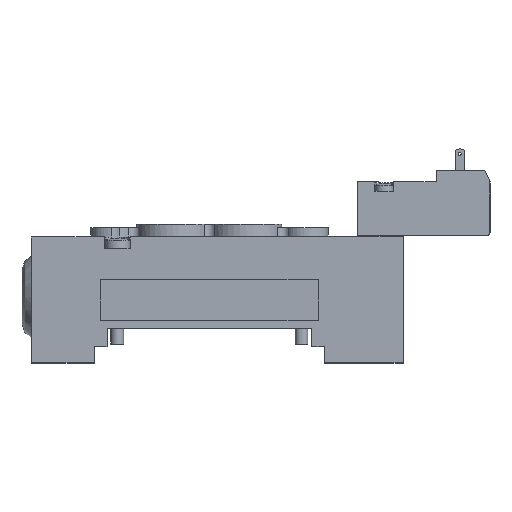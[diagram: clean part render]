
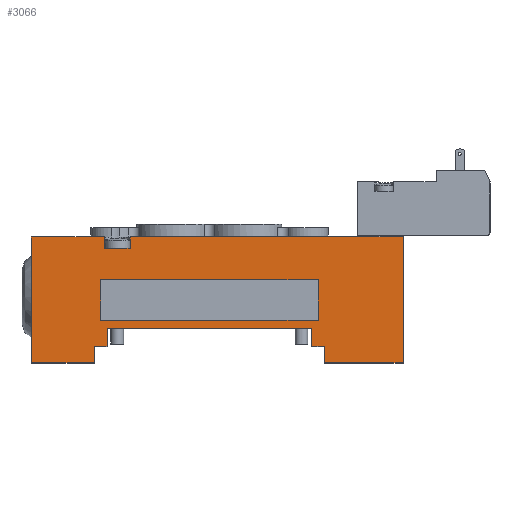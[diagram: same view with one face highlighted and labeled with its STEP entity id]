
A CAD part, top view. The second image highlights one B-rep face of the part: STEP entity #3066.
In plain terms, the highlighted planar face has unit normal (0, 0, 1).
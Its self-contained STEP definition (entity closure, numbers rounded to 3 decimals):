
#529=CARTESIAN_POINT('',(-27.858,16.5,13.25));
#530=VERTEX_POINT('',#529);
#531=CARTESIAN_POINT('',(-30.642,16.5,13.25));
#532=VERTEX_POINT('',#531);
#533=CARTESIAN_POINT('',(-27.858,16.5,13.25));
#534=DIRECTION('',(-1.0,0.0,0.0));
#535=VECTOR('',#534,2.784);
#536=LINE('',#533,#535);
#537=EDGE_CURVE('',#530,#532,#536,.T.);
#635=CARTESIAN_POINT('',(-25.15,16.5,13.25));
#636=VERTEX_POINT('',#635);
#637=CARTESIAN_POINT('',(-25.15,16.5,13.25));
#638=DIRECTION('',(-1.0,0.0,0.0));
#639=VECTOR('',#638,2.708);
#640=LINE('',#637,#639);
#641=EDGE_CURVE('',#636,#530,#640,.T.);
#660=CARTESIAN_POINT('',(-33.35,16.5,13.25));
#661=VERTEX_POINT('',#660);
#668=CARTESIAN_POINT('',(-30.642,16.5,13.25));
#669=DIRECTION('',(-1.0,0.0,0.0));
#670=VECTOR('',#669,2.708);
#671=LINE('',#668,#670);
#672=EDGE_CURVE('',#532,#661,#671,.T.);
#1703=CARTESIAN_POINT('',(-25.15,20.,13.25));
#1704=VERTEX_POINT('',#1703);
#1711=CARTESIAN_POINT('',(61.5,20.,13.25));
#1712=VERTEX_POINT('',#1711);
#1713=CARTESIAN_POINT('',(-25.15,20.,13.25));
#1714=DIRECTION('',(1.0,0.0,0.0));
#1715=VECTOR('',#1714,86.65);
#1716=LINE('',#1713,#1715);
#1717=EDGE_CURVE('',#1704,#1712,#1716,.T.);
#1734=CARTESIAN_POINT('',(61.5,-20.,13.25));
#1735=VERTEX_POINT('',#1734);
#1736=CARTESIAN_POINT('',(61.5,-20.,13.25));
#1737=DIRECTION('',(0.0,1.0,0.0));
#1738=VECTOR('',#1737,40.);
#1739=LINE('',#1736,#1738);
#1740=EDGE_CURVE('',#1735,#1712,#1739,.T.);
#1844=CARTESIAN_POINT('',(-56.5,-20.0,13.25));
#1845=VERTEX_POINT('',#1844);
#1854=CARTESIAN_POINT('',(-56.5,20.0,13.25));
#1855=VERTEX_POINT('',#1854);
#1856=CARTESIAN_POINT('',(-56.5,20.0,13.25));
#1857=DIRECTION('',(0.0,-1.0,0.0));
#1858=VECTOR('',#1857,40.0);
#1859=LINE('',#1856,#1858);
#1860=EDGE_CURVE('',#1855,#1845,#1859,.T.);
#2494=CARTESIAN_POINT('',(-33.35,20.0,13.25));
#2495=VERTEX_POINT('',#2494);
#2496=CARTESIAN_POINT('',(-56.5,20.0,13.25));
#2497=DIRECTION('',(1.0,0.0,0.0));
#2498=VECTOR('',#2497,23.15);
#2499=LINE('',#2496,#2498);
#2500=EDGE_CURVE('',#1855,#2495,#2499,.T.);
#2733=CARTESIAN_POINT('',(-34.5,6.5,13.25));
#2734=VERTEX_POINT('',#2733);
#2741=CARTESIAN_POINT('',(-34.5,-6.5,13.25));
#2742=VERTEX_POINT('',#2741);
#2743=CARTESIAN_POINT('',(-34.5,-6.5,13.25));
#2744=DIRECTION('',(0.0,1.0,0.0));
#2745=VECTOR('',#2744,13.0);
#2746=LINE('',#2743,#2745);
#2747=EDGE_CURVE('',#2742,#2734,#2746,.T.);
#2765=CARTESIAN_POINT('',(34.5,-6.5,13.25));
#2766=VERTEX_POINT('',#2765);
#2767=CARTESIAN_POINT('',(34.5,-6.5,13.25));
#2768=DIRECTION('',(-1.0,0.0,0.0));
#2769=VECTOR('',#2768,69.0);
#2770=LINE('',#2767,#2769);
#2771=EDGE_CURVE('',#2766,#2742,#2770,.T.);
#2819=CARTESIAN_POINT('',(34.5,6.5,13.25));
#2820=VERTEX_POINT('',#2819);
#2827=CARTESIAN_POINT('',(-34.5,6.5,13.25));
#2828=DIRECTION('',(1.0,0.0,0.0));
#2829=VECTOR('',#2828,69.0);
#2830=LINE('',#2827,#2829);
#2831=EDGE_CURVE('',#2734,#2820,#2830,.T.);
#2844=CARTESIAN_POINT('',(34.5,6.5,13.25));
#2845=DIRECTION('',(0.0,-1.0,0.0));
#2846=VECTOR('',#2845,13.);
#2847=LINE('',#2844,#2846);
#2848=EDGE_CURVE('',#2820,#2766,#2847,.T.);
#2860=CARTESIAN_POINT('',(-25.15,20.,13.25));
#2861=DIRECTION('',(0.0,-1.0,0.0));
#2862=VECTOR('',#2861,3.5);
#2863=LINE('',#2860,#2862);
#2864=EDGE_CURVE('',#1704,#636,#2863,.T.);
#2905=CARTESIAN_POINT('',(-33.35,16.5,13.25));
#2906=DIRECTION('',(0.0,1.0,0.0));
#2907=VECTOR('',#2906,3.5);
#2908=LINE('',#2905,#2907);
#2909=EDGE_CURVE('',#661,#2495,#2908,.T.);
#2974=CARTESIAN_POINT('',(0.,0.,13.25));
#2975=DIRECTION('',(0.0,0.0,1.0));
#2976=DIRECTION('',(1.0,0.0,0.0));
#2977=AXIS2_PLACEMENT_3D('',#2974,#2975,#2976);
#2978=PLANE('',#2977);
#2979=ORIENTED_EDGE('',*,*,#2864,.T.);
#2980=ORIENTED_EDGE('',*,*,#641,.T.);
#2981=ORIENTED_EDGE('',*,*,#537,.T.);
#2982=ORIENTED_EDGE('',*,*,#672,.T.);
#2983=ORIENTED_EDGE('',*,*,#2909,.T.);
#2984=ORIENTED_EDGE('',*,*,#2500,.F.);
#2985=ORIENTED_EDGE('',*,*,#1860,.T.);
#2986=CARTESIAN_POINT('',(-36.5,-20.0,13.25));
#2987=VERTEX_POINT('',#2986);
#2988=CARTESIAN_POINT('',(-36.5,-20.0,13.25));
#2989=DIRECTION('',(-1.0,0.0,0.0));
#2990=VECTOR('',#2989,20.);
#2991=LINE('',#2988,#2990);
#2992=EDGE_CURVE('',#2987,#1845,#2991,.T.);
#2993=ORIENTED_EDGE('',*,*,#2992,.F.);
#2994=CARTESIAN_POINT('',(-36.5,-14.75,13.25));
#2995=VERTEX_POINT('',#2994);
#2996=CARTESIAN_POINT('',(-36.5,-20.0,13.25));
#2997=DIRECTION('',(0.0,1.0,0.0));
#2998=VECTOR('',#2997,5.25);
#2999=LINE('',#2996,#2998);
#3000=EDGE_CURVE('',#2987,#2995,#2999,.T.);
#3001=ORIENTED_EDGE('',*,*,#3000,.T.);
#3002=CARTESIAN_POINT('',(-32.5,-14.75,13.25));
#3003=VERTEX_POINT('',#3002);
#3004=CARTESIAN_POINT('',(-36.5,-14.75,13.25));
#3005=DIRECTION('',(1.0,0.0,0.0));
#3006=VECTOR('',#3005,4.0);
#3007=LINE('',#3004,#3006);
#3008=EDGE_CURVE('',#2995,#3003,#3007,.T.);
#3009=ORIENTED_EDGE('',*,*,#3008,.T.);
#3010=CARTESIAN_POINT('',(-32.5,-9.0,13.25));
#3011=VERTEX_POINT('',#3010);
#3012=CARTESIAN_POINT('',(-32.5,-14.75,13.25));
#3013=DIRECTION('',(0.0,1.0,0.0));
#3014=VECTOR('',#3013,5.75);
#3015=LINE('',#3012,#3014);
#3016=EDGE_CURVE('',#3003,#3011,#3015,.T.);
#3017=ORIENTED_EDGE('',*,*,#3016,.T.);
#3018=CARTESIAN_POINT('',(32.5,-9.0,13.25));
#3019=VERTEX_POINT('',#3018);
#3020=CARTESIAN_POINT('',(-32.5,-9.0,13.25));
#3021=DIRECTION('',(1.0,0.0,0.0));
#3022=VECTOR('',#3021,65.0);
#3023=LINE('',#3020,#3022);
#3024=EDGE_CURVE('',#3011,#3019,#3023,.T.);
#3025=ORIENTED_EDGE('',*,*,#3024,.T.);
#3026=CARTESIAN_POINT('',(32.5,-14.75,13.25));
#3027=VERTEX_POINT('',#3026);
#3028=CARTESIAN_POINT('',(32.5,-9.0,13.25));
#3029=DIRECTION('',(0.0,-1.0,0.0));
#3030=VECTOR('',#3029,5.75);
#3031=LINE('',#3028,#3030);
#3032=EDGE_CURVE('',#3019,#3027,#3031,.T.);
#3033=ORIENTED_EDGE('',*,*,#3032,.T.);
#3034=CARTESIAN_POINT('',(36.5,-14.75,13.25));
#3035=VERTEX_POINT('',#3034);
#3036=CARTESIAN_POINT('',(32.5,-14.75,13.25));
#3037=DIRECTION('',(1.0,0.0,0.0));
#3038=VECTOR('',#3037,4.0);
#3039=LINE('',#3036,#3038);
#3040=EDGE_CURVE('',#3027,#3035,#3039,.T.);
#3041=ORIENTED_EDGE('',*,*,#3040,.T.);
#3042=CARTESIAN_POINT('',(36.5,-20.0,13.25));
#3043=VERTEX_POINT('',#3042);
#3044=CARTESIAN_POINT('',(36.5,-14.75,13.25));
#3045=DIRECTION('',(0.0,-1.0,0.0));
#3046=VECTOR('',#3045,5.25);
#3047=LINE('',#3044,#3046);
#3048=EDGE_CURVE('',#3035,#3043,#3047,.T.);
#3049=ORIENTED_EDGE('',*,*,#3048,.T.);
#3050=CARTESIAN_POINT('',(61.5,-20.,13.25));
#3051=DIRECTION('',(-1.0,0.0,0.0));
#3052=VECTOR('',#3051,25.);
#3053=LINE('',#3050,#3052);
#3054=EDGE_CURVE('',#1735,#3043,#3053,.T.);
#3055=ORIENTED_EDGE('',*,*,#3054,.F.);
#3056=ORIENTED_EDGE('',*,*,#1740,.T.);
#3057=ORIENTED_EDGE('',*,*,#1717,.F.);
#3058=EDGE_LOOP('',(#2979,#2980,#2981,#2982,#2983,#2984,#2985,#2993,#3001,#3009,#3017,#3025,#3033,#3041,#3049,#3055,#3056,#3057));
#3059=FACE_OUTER_BOUND('',#3058,.T.);
#3060=ORIENTED_EDGE('',*,*,#2848,.T.);
#3061=ORIENTED_EDGE('',*,*,#2771,.T.);
#3062=ORIENTED_EDGE('',*,*,#2747,.T.);
#3063=ORIENTED_EDGE('',*,*,#2831,.T.);
#3064=EDGE_LOOP('',(#3060,#3061,#3062,#3063));
#3065=FACE_BOUND('',#3064,.T.);
#3066=ADVANCED_FACE('',(#3059,#3065),#2978,.T.);
